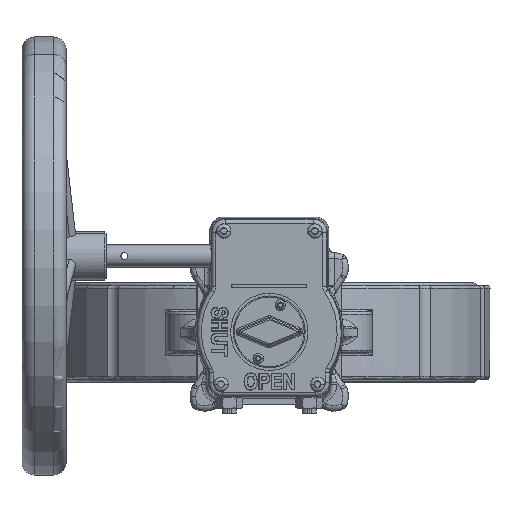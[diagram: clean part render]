
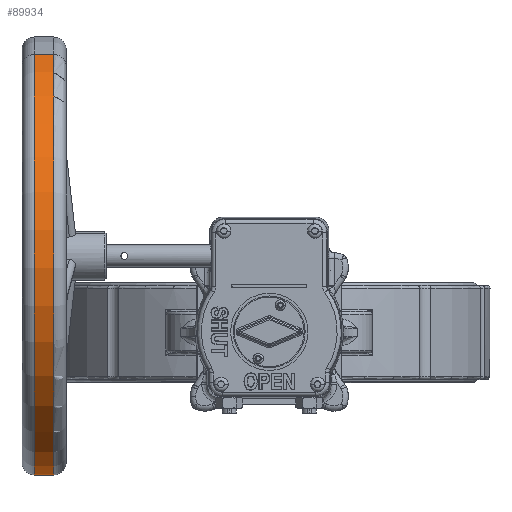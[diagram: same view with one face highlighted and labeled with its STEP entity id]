
A CAD part, top view. The second image highlights one B-rep face of the part: STEP entity #89934.
In plain terms, the highlighted cylindrical face has radius 159 mm (diameter 318 mm), a partial arc.
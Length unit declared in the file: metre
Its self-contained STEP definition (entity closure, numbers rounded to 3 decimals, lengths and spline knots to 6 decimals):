
#7171 = ORIENTED_EDGE ( 'NONE', *, *, #35927, .F. ) ;
#21874 = AXIS2_PLACEMENT_3D ( 'NONE', #119071, #48323, #67842 ) ;
#24725 = CARTESIAN_POINT ( 'NONE',  ( 0., -0.002, 0.159 ) ) ;
#26579 = AXIS2_PLACEMENT_3D ( 'NONE', #48249, #129105, #129772 ) ;
#33175 = VECTOR ( 'NONE', #94407, 1. ) ;
#35927 = EDGE_CURVE ( 'NONE', #57154, #92855, #69760, .T. ) ;
#36203 = CIRCLE ( 'NONE', #113656, 0.159 ) ;
#41238 = CARTESIAN_POINT ( 'NONE',  ( 0., -0.002, -0.159 ) ) ;
#46037 = EDGE_LOOP ( 'NONE', ( #7171, #86087, #109733, #117626 ) ) ;
#48220 = CARTESIAN_POINT ( 'NONE',  ( 0., 0.012, -0.159 ) ) ;
#48249 = CARTESIAN_POINT ( 'NONE',  ( 0., 0.030391, 0. ) ) ;
#48323 = DIRECTION ( 'NONE',  ( 0., 1., 0. ) ) ;
#55887 = EDGE_CURVE ( 'NONE', #92855, #95768, #58468, .T. ) ;
#57154 = VERTEX_POINT ( 'NONE', #41238 ) ;
#58468 = CIRCLE ( 'NONE', #21874, 0.159 ) ;
#62794 = LINE ( 'NONE', #104521, #33175 ) ;
#67842 = DIRECTION ( 'NONE',  ( 0., 0., 1. ) ) ;
#69760 = LINE ( 'NONE', #118333, #102126 ) ;
#77941 = VERTEX_POINT ( 'NONE', #24725 ) ;
#80554 = CYLINDRICAL_SURFACE ( 'NONE', #26579, 0.159 ) ;
#86087 = ORIENTED_EDGE ( 'NONE', *, *, #121636, .T. ) ;
#87300 = DIRECTION ( 'NONE',  ( 0., 1., 0. ) ) ;
#89934 = ADVANCED_FACE ( 'NONE', ( #98091 ), #80554, .T. ) ;
#92855 = VERTEX_POINT ( 'NONE', #48220 ) ;
#94407 = DIRECTION ( 'NONE',  ( 0., 1., 0. ) ) ;
#95768 = VERTEX_POINT ( 'NONE', #104844 ) ;
#96709 = DIRECTION ( 'NONE',  ( 0., 1., 0. ) ) ;
#98091 = FACE_OUTER_BOUND ( 'NONE', #46037, .T. ) ;
#102126 = VECTOR ( 'NONE', #87300, 1. ) ;
#104521 = CARTESIAN_POINT ( 'NONE',  ( 0., 0.030391, 0.159 ) ) ;
#104844 = CARTESIAN_POINT ( 'NONE',  ( 0., 0.012, 0.159 ) ) ;
#107472 = CARTESIAN_POINT ( 'NONE',  ( 0., -0.002, 0. ) ) ;
#109733 = ORIENTED_EDGE ( 'NONE', *, *, #111677, .T. ) ;
#111677 = EDGE_CURVE ( 'NONE', #77941, #95768, #62794, .T. ) ;
#113656 = AXIS2_PLACEMENT_3D ( 'NONE', #107472, #96709, #118284 ) ;
#117626 = ORIENTED_EDGE ( 'NONE', *, *, #55887, .F. ) ;
#118284 = DIRECTION ( 'NONE',  ( 0., 0., 1. ) ) ;
#118333 = CARTESIAN_POINT ( 'NONE',  ( 0., 0.030391, -0.159 ) ) ;
#119071 = CARTESIAN_POINT ( 'NONE',  ( 0., 0.012, 0. ) ) ;
#121636 = EDGE_CURVE ( 'NONE', #57154, #77941, #36203, .T. ) ;
#129105 = DIRECTION ( 'NONE',  ( 0., 1., 0. ) ) ;
#129772 = DIRECTION ( 'NONE',  ( 0., 0., 1. ) ) ;
